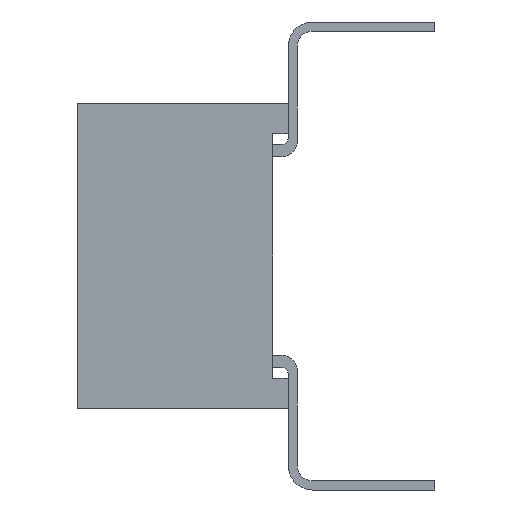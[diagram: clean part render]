
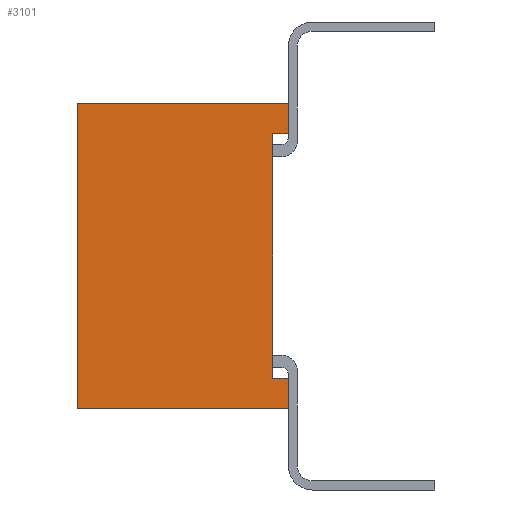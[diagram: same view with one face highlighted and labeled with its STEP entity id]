
A CAD part, left-side view. The second image highlights one B-rep face of the part: STEP entity #3101.
In plain terms, the highlighted planar face has unit normal (-1, 0, 0).
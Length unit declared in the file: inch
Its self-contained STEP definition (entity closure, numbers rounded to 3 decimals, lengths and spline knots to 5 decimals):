
#3101 = ADVANCED_FACE( '', ( #7277 ), #7278, .F. );
#7277 = FACE_OUTER_BOUND( '', #12665, .T. );
#7278 = PLANE( '', #12666 );
#12665 = EDGE_LOOP( '', ( #22113, #22114, #22115, #22116, #22117, #22118, #22119, #22120 ) );
#12666 = AXIS2_PLACEMENT_3D( '', #22121, #22122, #22123 );
#22113 = ORIENTED_EDGE( '', *, *, #35890, .T. );
#22114 = ORIENTED_EDGE( '', *, *, #33704, .T. );
#22115 = ORIENTED_EDGE( '', *, *, #35891, .F. );
#22116 = ORIENTED_EDGE( '', *, *, #35667, .F. );
#22117 = ORIENTED_EDGE( '', *, *, #35812, .T. );
#22118 = ORIENTED_EDGE( '', *, *, #33835, .T. );
#22119 = ORIENTED_EDGE( '', *, *, #33473, .T. );
#22120 = ORIENTED_EDGE( '', *, *, #35892, .T. );
#22121 = CARTESIAN_POINT( '', ( -1.3, 0.138, -0.1 ) );
#22122 = DIRECTION( '', ( 1., 0., 0. ) );
#22123 = DIRECTION( '', ( 0., 0., -1. ) );
#33473 = EDGE_CURVE( '', #40840, #40841, #40842, .T. );
#33704 = EDGE_CURVE( '', #41237, #41241, #41243, .T. );
#33835 = EDGE_CURVE( '', #41466, #40840, #41467, .T. );
#35667 = EDGE_CURVE( '', #44443, #44445, #44446, .T. );
#35812 = EDGE_CURVE( '', #44443, #41466, #44662, .T. );
#35890 = EDGE_CURVE( '', #44777, #41237, #44778, .T. );
#35891 = EDGE_CURVE( '', #44445, #41241, #44779, .T. );
#35892 = EDGE_CURVE( '', #40841, #44777, #44780, .T. );
#40840 = VERTEX_POINT( '', #51283 );
#40841 = VERTEX_POINT( '', #51284 );
#40842 = LINE( '', #51285, #51286 );
#41237 = VERTEX_POINT( '', #51855 );
#41241 = VERTEX_POINT( '', #51861 );
#41243 = LINE( '', #51864, #51865 );
#41466 = VERTEX_POINT( '', #52180 );
#41467 = LINE( '', #52181, #52182 );
#44443 = VERTEX_POINT( '', #56524 );
#44445 = VERTEX_POINT( '', #56527 );
#44446 = LINE( '', #56528, #56529 );
#44662 = LINE( '', #56839, #56840 );
#44777 = VERTEX_POINT( '', #57007 );
#44778 = LINE( '', #57008, #57009 );
#44779 = LINE( '', #57010, #57011 );
#44780 = LINE( '', #57012, #57013 );
#51283 = CARTESIAN_POINT( '', ( -1.3, 0., -0.08 ) );
#51284 = CARTESIAN_POINT( '', ( -1.3, 0.01, -0.08 ) );
#51285 = CARTESIAN_POINT( '', ( -1.3, 0., -0.08 ) );
#51286 = VECTOR( '', #63592, 39.37008 );
#51855 = CARTESIAN_POINT( '', ( -1.3, 0., 0.08 ) );
#51861 = CARTESIAN_POINT( '', ( -1.3, 0., 0.1 ) );
#51864 = CARTESIAN_POINT( '', ( -1.3, 0., -0.1 ) );
#51865 = VECTOR( '', #63797, 39.37008 );
#52180 = CARTESIAN_POINT( '', ( -1.3, 0., -0.1 ) );
#52181 = CARTESIAN_POINT( '', ( -1.3, 0., -0.1 ) );
#52182 = VECTOR( '', #63926, 39.37008 );
#56524 = CARTESIAN_POINT( '', ( -1.3, 0.138, -0.1 ) );
#56527 = CARTESIAN_POINT( '', ( -1.3, 0.138, 0.1 ) );
#56528 = CARTESIAN_POINT( '', ( -1.3, 0.138, -0.1 ) );
#56529 = VECTOR( '', #65678, 39.37008 );
#56839 = CARTESIAN_POINT( '', ( -1.3, 0.138, -0.1 ) );
#56840 = VECTOR( '', #65812, 39.37008 );
#57007 = CARTESIAN_POINT( '', ( -1.3, 0.01, 0.08 ) );
#57008 = CARTESIAN_POINT( '', ( -1.3, 0.01, 0.08 ) );
#57009 = VECTOR( '', #65883, 39.37008 );
#57010 = CARTESIAN_POINT( '', ( -1.3, 0.138, 0.1 ) );
#57011 = VECTOR( '', #65884, 39.37008 );
#57012 = CARTESIAN_POINT( '', ( -1.3, 0.01, -0.08 ) );
#57013 = VECTOR( '', #65885, 39.37008 );
#63592 = DIRECTION( '', ( 0., 1., 0. ) );
#63797 = DIRECTION( '', ( 0., 0., 1. ) );
#63926 = DIRECTION( '', ( 0., 0., 1. ) );
#65678 = DIRECTION( '', ( 0., 0., 1. ) );
#65812 = DIRECTION( '', ( 0., -1., 0. ) );
#65883 = DIRECTION( '', ( 0., -1., 0. ) );
#65884 = DIRECTION( '', ( 0., -1., 0. ) );
#65885 = DIRECTION( '', ( 0., 0., 1. ) );
